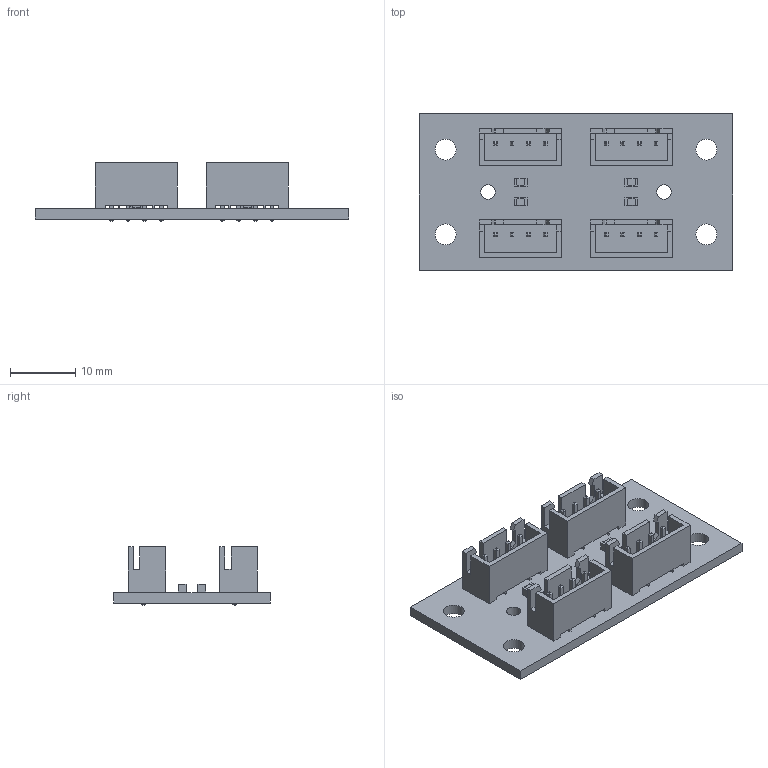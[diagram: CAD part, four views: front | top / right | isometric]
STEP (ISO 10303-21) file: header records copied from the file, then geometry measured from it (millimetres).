
FILE_DESCRIPTION(('KiCad electronic assembly'),'2;1');
FILE_NAME('Power_Board_001.step','2022-10-19T11:18:13',('An Author'),( 'A Company'),'Open CASCADE STEP processor 7.5', 'KiCad to STEP converter','Unknown');
FILE_SCHEMA(('AUTOMOTIVE_DESIGN { 1 0 10303 214 1 1 1 1 }'));
Length unit declared in the file: millimetre
Products named in the file (6): Open CASCADE STEP translator 7.5 1; 1005-003; COMPOUND; C_0805_2012Metric; SOLID
Assembly tree (11 placements, depth 3):
  Open CASCADE STEP translator 7.5 1
    1005-003  x4
      COMPOUND
    C_0805_2012Metric  x4
      SOLID
    COMPOUND
Bounding box: 48 x 24 x 9 mm (x, y, z)
Volume: 2727.5 mm3; surface area: 5136.1 mm2
Topology: 25 solids, 25 shells, 532 faces, 1294 edges, 820 vertices
Faces by surface type: plane 462, cylinder 70
Full cylindrical faces by diameter (mm): 1.1 x16, 2.2 x2, 3.2 x4
Entity records: 10296 total; most frequent: CARTESIAN_POINT 1628, DIRECTION 1534, LINE 1010, VECTOR 1010, ORIENTED_EDGE 764, PCURVE 764, DEFINITIONAL_REPRESENTATION 764, EDGE_CURVE 382
